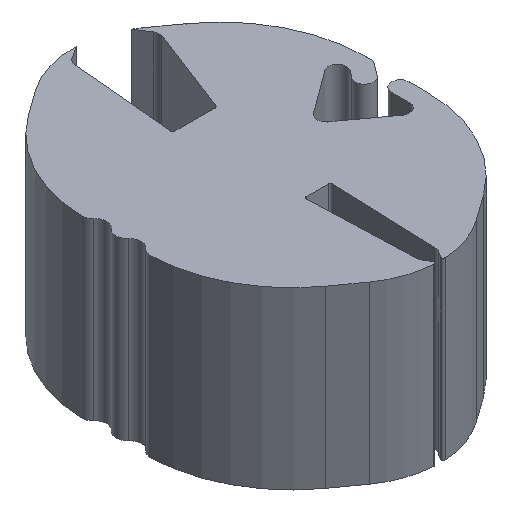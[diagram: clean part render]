
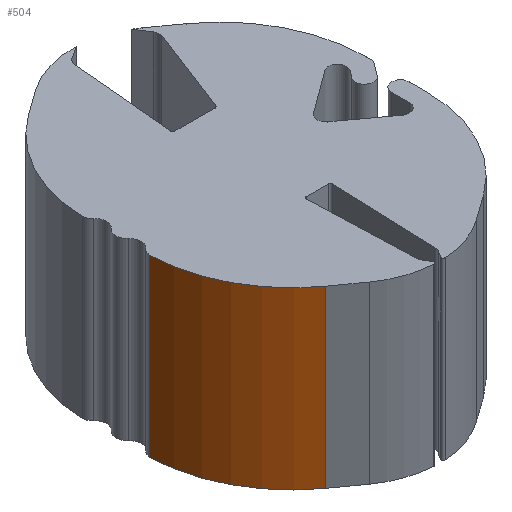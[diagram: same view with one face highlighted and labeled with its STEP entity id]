
A CAD part, isometric view. The second image highlights one B-rep face of the part: STEP entity #504.
In plain terms, the highlighted cylindrical face has radius 8.332 mm (diameter 16.663 mm), a partial arc.
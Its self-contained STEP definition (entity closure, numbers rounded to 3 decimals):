
#10 = VECTOR ( 'NONE', #1183, 1000. ) ;
#11 = VECTOR ( 'NONE', #1187, 1000. ) ;
#19 = LINE ( 'NONE', #1173, #10 ) ;
#22 = CARTESIAN_POINT ( 'NONE',  ( -4.51, -11.981, 5. ) ) ;
#153 = CIRCLE ( 'NONE', #447, 8.331 ) ;
#215 = CYLINDRICAL_SURFACE ( 'NONE', #1611, 8.331 ) ;
#230 = FACE_OUTER_BOUND ( 'NONE', #783, .T. ) ;
#258 = AXIS2_PLACEMENT_3D ( 'NONE', #1044, #1045, #1046 ) ;
#262 = EDGE_CURVE ( 'NONE', #999, #1012, #569, .T. ) ;
#317 = EDGE_CURVE ( 'NONE', #1031, #1012, #19, .T. ) ;
#319 = EDGE_CURVE ( 'NONE', #999, #1039, #782, .T. ) ;
#393 = EDGE_CURVE ( 'NONE', #1031, #1039, #153, .T. ) ;
#447 = AXIS2_PLACEMENT_3D ( 'NONE', #1341, #1350, #1351 ) ;
#504 = ADVANCED_FACE ( 'NONE', ( #230 ), #215, .T. ) ;
#521 = ORIENTED_EDGE ( 'NONE', *, *, #262, .F. ) ;
#547 = ORIENTED_EDGE ( 'NONE', *, *, #319, .T. ) ;
#569 = CIRCLE ( 'NONE', #258, 8.331 ) ;
#702 = ORIENTED_EDGE ( 'NONE', *, *, #317, .T. ) ;
#782 = LINE ( 'NONE', #1184, #11 ) ;
#783 = EDGE_LOOP ( 'NONE', ( #785, #702, #521, #547 ) ) ;
#785 = ORIENTED_EDGE ( 'NONE', *, *, #393, .F. ) ;
#999 = VERTEX_POINT ( 'NONE', #1650 ) ;
#1012 = VERTEX_POINT ( 'NONE', #1656 ) ;
#1031 = VERTEX_POINT ( 'NONE', #1642 ) ;
#1039 = VERTEX_POINT ( 'NONE', #22 ) ;
#1044 = CARTESIAN_POINT ( 'NONE',  ( 0.331, -5.2, -5. ) ) ;
#1045 = DIRECTION ( 'NONE',  ( 0., 0., -1. ) ) ;
#1046 = DIRECTION ( 'NONE',  ( 1., 0., 0. ) ) ;
#1173 = CARTESIAN_POINT ( 'NONE',  ( -7.997, -5.413, 0. ) ) ;
#1183 = DIRECTION ( 'NONE',  ( 0., 0., -1. ) ) ;
#1184 = CARTESIAN_POINT ( 'NONE',  ( -4.51, -11.981, -31.401 ) ) ;
#1187 = DIRECTION ( 'NONE',  ( 0., 0., 1. ) ) ;
#1341 = CARTESIAN_POINT ( 'NONE',  ( 0.331, -5.2, 5. ) ) ;
#1350 = DIRECTION ( 'NONE',  ( 0., 0., 1. ) ) ;
#1351 = DIRECTION ( 'NONE',  ( 1., 0., 0. ) ) ;
#1530 = DIRECTION ( 'NONE',  ( 1., 0., 0. ) ) ;
#1531 = DIRECTION ( 'NONE',  ( 0., 0., 1. ) ) ;
#1532 = CARTESIAN_POINT ( 'NONE',  ( 0.331, -5.2, -31.401 ) ) ;
#1611 = AXIS2_PLACEMENT_3D ( 'NONE', #1532, #1531, #1530 ) ;
#1642 = CARTESIAN_POINT ( 'NONE',  ( -7.997, -5.413, 5. ) ) ;
#1650 = CARTESIAN_POINT ( 'NONE',  ( -4.51, -11.981, -5. ) ) ;
#1656 = CARTESIAN_POINT ( 'NONE',  ( -7.997, -5.413, -5. ) ) ;
